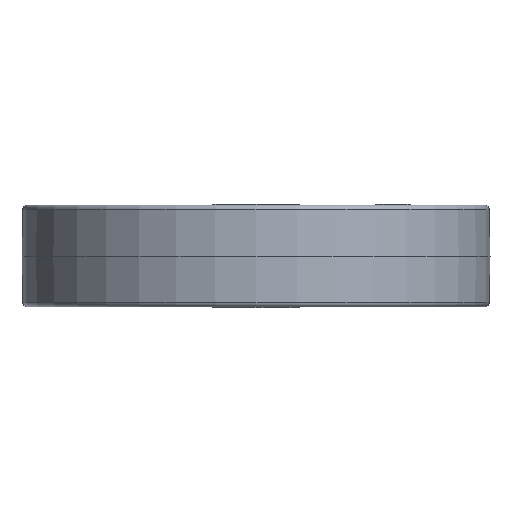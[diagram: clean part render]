
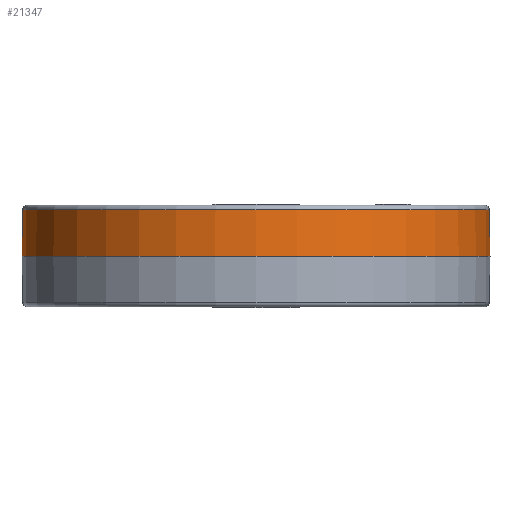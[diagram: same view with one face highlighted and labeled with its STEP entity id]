
A CAD part, front view. The second image highlights one B-rep face of the part: STEP entity #21347.
In plain terms, the highlighted conical face has half-angle 1 degrees and reference radius 25.4 mm.
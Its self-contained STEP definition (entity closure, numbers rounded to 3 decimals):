
#2012 = CARTESIAN_POINT ( 'NONE',  ( -25.409, 0., 5.064 ) ) ;
#2015 = VERTEX_POINT ( 'NONE', #2012 ) ;
#2064 = CARTESIAN_POINT ( 'NONE',  ( 0., 0., 5.064 ) ) ;
#2358 = FACE_OUTER_BOUND ( 'NONE', #33800, .T. ) ;
#3720 = CIRCLE ( 'NONE', #36800, 25.497 ) ;
#4015 = AXIS2_PLACEMENT_3D ( 'NONE', #31891, #29204, #8882 ) ;
#5640 = EDGE_CURVE ( 'NONE', #36753, #34245, #3720, .T. ) ;
#7177 = CIRCLE ( 'NONE', #17557, 25.409 ) ;
#7400 = EDGE_CURVE ( 'NONE', #2015, #36753, #20253, .T. ) ;
#7674 = DIRECTION ( 'NONE',  ( 0.017, 0., -1. ) ) ;
#7910 = CARTESIAN_POINT ( 'NONE',  ( -25.497, 0., 0. ) ) ;
#8882 = DIRECTION ( 'NONE',  ( 1., 0., 0. ) ) ;
#11040 = CARTESIAN_POINT ( 'NONE',  ( 25.409, 0., 5.064 ) ) ;
#11439 = DIRECTION ( 'NONE',  ( 0., 0., -1. ) ) ;
#11568 = DIRECTION ( 'NONE',  ( 0., 0., 1. ) ) ;
#12465 = CARTESIAN_POINT ( 'NONE',  ( 0., 0., 0. ) ) ;
#14506 = DIRECTION ( 'NONE',  ( -1., 0., 0. ) ) ;
#16008 = VECTOR ( 'NONE', #33771, 1000. ) ;
#16284 = CONICAL_SURFACE ( 'NONE', #4015, 25.4, 0.017 ) ;
#16715 = VERTEX_POINT ( 'NONE', #11040 ) ;
#17027 = ORIENTED_EDGE ( 'NONE', *, *, #5640, .T. ) ;
#17557 = AXIS2_PLACEMENT_3D ( 'NONE', #2064, #11439, #14506 ) ;
#19145 = ORIENTED_EDGE ( 'NONE', *, *, #30004, .F. ) ;
#20253 = LINE ( 'NONE', #37725, #16008 ) ;
#21347 = ADVANCED_FACE ( 'NONE', ( #2358 ), #16284, .T. ) ;
#21556 = ORIENTED_EDGE ( 'NONE', *, *, #27103, .T. ) ;
#23272 = DIRECTION ( 'NONE',  ( 1., 0., 0. ) ) ;
#24545 = CARTESIAN_POINT ( 'NONE',  ( 25.497, 0., 0. ) ) ;
#27103 = EDGE_CURVE ( 'NONE', #16715, #2015, #7177, .T. ) ;
#28373 = LINE ( 'NONE', #33951, #30539 ) ;
#29204 = DIRECTION ( 'NONE',  ( 0., 0., -1. ) ) ;
#30004 = EDGE_CURVE ( 'NONE', #16715, #34245, #28373, .T. ) ;
#30539 = VECTOR ( 'NONE', #7674, 1000. ) ;
#31891 = CARTESIAN_POINT ( 'NONE',  ( 0., 0., 5.555 ) ) ;
#33771 = DIRECTION ( 'NONE',  ( -0.017, 0., -1. ) ) ;
#33800 = EDGE_LOOP ( 'NONE', ( #21556, #37331, #17027, #19145 ) ) ;
#33951 = CARTESIAN_POINT ( 'NONE',  ( 25.4, 0., 5.555 ) ) ;
#34245 = VERTEX_POINT ( 'NONE', #24545 ) ;
#36753 = VERTEX_POINT ( 'NONE', #7910 ) ;
#36800 = AXIS2_PLACEMENT_3D ( 'NONE', #12465, #11568, #23272 ) ;
#37331 = ORIENTED_EDGE ( 'NONE', *, *, #7400, .T. ) ;
#37725 = CARTESIAN_POINT ( 'NONE',  ( -25.4, 0., 5.555 ) ) ;
